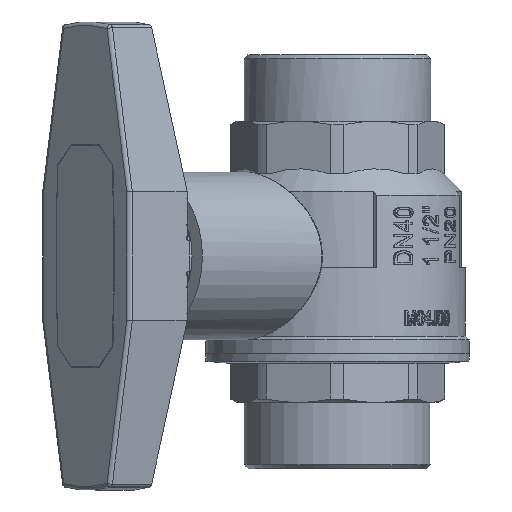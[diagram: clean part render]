
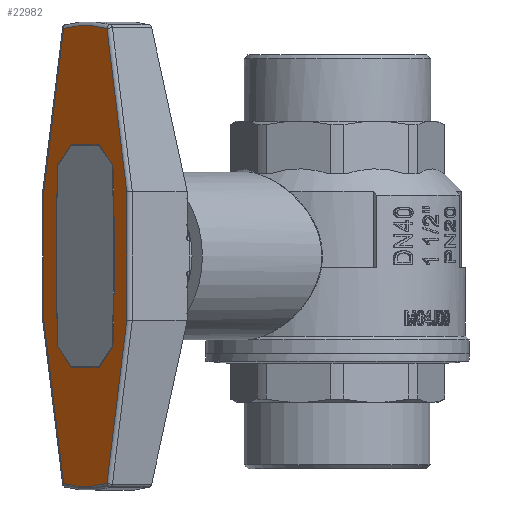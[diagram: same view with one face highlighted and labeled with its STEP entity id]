
A CAD part, front view. The second image highlights one B-rep face of the part: STEP entity #22982.
In plain terms, the highlighted face is planar.
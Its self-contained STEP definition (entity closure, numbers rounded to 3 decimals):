
#1721=LINE('',#45103,#3231);
#1727=LINE('',#45133,#3237);
#1758=LINE('',#45225,#3268);
#1765=LINE('',#45252,#3275);
#1767=LINE('',#45257,#3277);
#1793=LINE('',#45364,#3303);
#1795=LINE('',#45368,#3305);
#1797=LINE('',#45372,#3307);
#1800=LINE('',#45382,#3310);
#1802=LINE('',#45386,#3312);
#1803=LINE('',#45388,#3313);
#1804=LINE('',#45390,#3314);
#3231=VECTOR('',#36085,1000.);
#3237=VECTOR('',#36123,1000.);
#3268=VECTOR('',#36218,1000.);
#3275=VECTOR('',#36255,1000.);
#3277=VECTOR('',#36261,1000.);
#3303=VECTOR('',#36383,1000.);
#3305=VECTOR('',#36387,1000.);
#3307=VECTOR('',#36391,1000.);
#3310=VECTOR('',#36404,1000.);
#3312=VECTOR('',#36408,1000.);
#3313=VECTOR('',#36411,1000.);
#3314=VECTOR('',#36414,1000.);
#4901=PLANE('',#32696);
#6416=ORIENTED_EDGE('',*,*,#13469,.F.);
#6417=ORIENTED_EDGE('',*,*,#13467,.F.);
#6418=ORIENTED_EDGE('',*,*,#13463,.F.);
#6419=ORIENTED_EDGE('',*,*,#13440,.F.);
#6420=ORIENTED_EDGE('',*,*,#13465,.F.);
#6421=ORIENTED_EDGE('',*,*,#13462,.F.);
#6422=ORIENTED_EDGE('',*,*,#13460,.F.);
#6423=ORIENTED_EDGE('',*,*,#13458,.F.);
#6424=ORIENTED_EDGE('',*,*,#13453,.F.);
#6425=ORIENTED_EDGE('',*,*,#13436,.F.);
#6426=ORIENTED_EDGE('',*,*,#13456,.F.);
#6427=ORIENTED_EDGE('',*,*,#13470,.F.);
#6428=ORIENTED_EDGE('',*,*,#13406,.F.);
#6429=ORIENTED_EDGE('',*,*,#13403,.T.);
#6430=ORIENTED_EDGE('',*,*,#13393,.T.);
#6431=ORIENTED_EDGE('',*,*,#13389,.T.);
#6432=ORIENTED_EDGE('',*,*,#13471,.F.);
#6433=ORIENTED_EDGE('',*,*,#13343,.T.);
#6434=ORIENTED_EDGE('',*,*,#13340,.T.);
#6435=ORIENTED_EDGE('',*,*,#13328,.T.);
#13328=EDGE_CURVE('',#16937,#16939,#1721,.T.);
#13340=EDGE_CURVE('',#16946,#16937,#19322,.T.);
#13343=EDGE_CURVE('',#16948,#16946,#1727,.T.);
#13389=EDGE_CURVE('',#16975,#16976,#1758,.T.);
#13393=EDGE_CURVE('',#16969,#16975,#19340,.T.);
#13403=EDGE_CURVE('',#16982,#16969,#1765,.T.);
#13406=EDGE_CURVE('',#16982,#16939,#1767,.T.);
#13436=EDGE_CURVE('',#16998,#16999,#19357,.T.);
#13440=EDGE_CURVE('',#17002,#17003,#19359,.T.);
#13453=EDGE_CURVE('',#16999,#17013,#19365,.T.);
#13456=EDGE_CURVE('',#17014,#16998,#19366,.T.);
#13458=EDGE_CURVE('',#17013,#17015,#1793,.T.);
#13460=EDGE_CURVE('',#17015,#17016,#1795,.T.);
#13462=EDGE_CURVE('',#17016,#17017,#1797,.T.);
#13463=EDGE_CURVE('',#17003,#17018,#19367,.T.);
#13465=EDGE_CURVE('',#17017,#17002,#19368,.T.);
#13467=EDGE_CURVE('',#17018,#17019,#1800,.T.);
#13469=EDGE_CURVE('',#17019,#17020,#1802,.T.);
#13470=EDGE_CURVE('',#17020,#17014,#1803,.T.);
#13471=EDGE_CURVE('',#16948,#16976,#1804,.T.);
#16937=VERTEX_POINT('',#45098);
#16939=VERTEX_POINT('',#45102);
#16946=VERTEX_POINT('',#45126);
#16948=VERTEX_POINT('',#45134);
#16969=VERTEX_POINT('',#45207);
#16975=VERTEX_POINT('',#45222);
#16976=VERTEX_POINT('',#45224);
#16982=VERTEX_POINT('',#45253);
#16998=VERTEX_POINT('',#45319);
#16999=VERTEX_POINT('',#45321);
#17002=VERTEX_POINT('',#45327);
#17003=VERTEX_POINT('',#45329);
#17013=VERTEX_POINT('',#45355);
#17014=VERTEX_POINT('',#45359);
#17015=VERTEX_POINT('',#45363);
#17016=VERTEX_POINT('',#45367);
#17017=VERTEX_POINT('',#45371);
#17018=VERTEX_POINT('',#45375);
#17019=VERTEX_POINT('',#45381);
#17020=VERTEX_POINT('',#45385);
#19322=CIRCLE('',#32585,40.25);
#19340=CIRCLE('',#32627,40.25);
#19357=CIRCLE('',#32672,10.5);
#19359=CIRCLE('',#32674,10.5);
#19365=CIRCLE('',#32683,544.6);
#19366=CIRCLE('',#32685,544.6);
#19367=CIRCLE('',#32690,544.6);
#19368=CIRCLE('',#32692,544.6);
#19855=EDGE_LOOP('',(#6416,#6417,#6418,#6419,#6420,#6421,#6422,#6423,#6424,
#6425,#6426,#6427));
#19856=EDGE_LOOP('',(#6428,#6429,#6430,#6431,#6432,#6433,#6434,#6435));
#21358=FACE_BOUND('',#19855,.T.);
#21359=FACE_BOUND('',#19856,.T.);
#22982=ADVANCED_FACE('',(#21358,#21359),#4901,.T.);
#32585=AXIS2_PLACEMENT_3D('',#45127,#36113,#36114);
#32627=AXIS2_PLACEMENT_3D('',#45232,#36229,#36230);
#32672=AXIS2_PLACEMENT_3D('',#45320,#36341,#36342);
#32674=AXIS2_PLACEMENT_3D('',#45328,#36347,#36348);
#32683=AXIS2_PLACEMENT_3D('',#45354,#36372,#36373);
#32685=AXIS2_PLACEMENT_3D('',#45360,#36378,#36379);
#32690=AXIS2_PLACEMENT_3D('',#45374,#36394,#36395);
#32692=AXIS2_PLACEMENT_3D('',#45378,#36399,#36400);
#32696=AXIS2_PLACEMENT_3D('',#45389,#36412,#36413);
#36085=DIRECTION('',(0.986,0.169,0.));
#36113=DIRECTION('',(0.,0.,-1.));
#36114=DIRECTION('',(-0.981,-0.195,0.));
#36123=DIRECTION('',(-0.986,0.169,0.));
#36218=DIRECTION('',(-0.986,-0.169,0.));
#36229=DIRECTION('',(0.,0.,-1.));
#36230=DIRECTION('',(0.981,0.195,0.));
#36255=DIRECTION('',(0.986,-0.169,0.));
#36261=DIRECTION('',(-1.,0.,0.));
#36341=DIRECTION('',(0.,0.,-1.));
#36342=DIRECTION('',(-0.034,0.999,0.));
#36347=DIRECTION('',(0.,0.,-1.));
#36348=DIRECTION('',(0.034,-0.999,0.));
#36372=DIRECTION('',(0.,0.,-1.));
#36373=DIRECTION('',(0.001,1.,0.));
#36378=DIRECTION('',(0.,0.,-1.));
#36379=DIRECTION('',(-0.043,0.999,0.));
#36383=DIRECTION('',(0.728,-0.686,0.));
#36387=DIRECTION('',(0.,-1.,0.));
#36391=DIRECTION('',(-0.728,-0.686,0.));
#36394=DIRECTION('',(0.,0.,-1.));
#36395=DIRECTION('',(-0.001,-1.,0.));
#36399=DIRECTION('',(0.,0.,-1.));
#36400=DIRECTION('',(0.043,-0.999,0.));
#36404=DIRECTION('',(-0.728,0.686,0.));
#36408=DIRECTION('',(0.,1.,0.));
#36411=DIRECTION('',(0.728,0.686,0.));
#36412=DIRECTION('',(0.,0.,-1.));
#36413=DIRECTION('',(-1.,0.,0.));
#36414=DIRECTION('',(1.,0.,0.));
#45098=CARTESIAN_POINT('',(-58.231,7.83,0.));
#45102=CARTESIAN_POINT('',(-16.415,15.,0.));
#45103=CARTESIAN_POINT('',(-58.231,7.83,0.));
#45126=CARTESIAN_POINT('',(-58.231,-7.83,0.));
#45127=CARTESIAN_POINT('',(-18.75,0.,0.));
#45133=CARTESIAN_POINT('',(-16.415,-15.,0.));
#45134=CARTESIAN_POINT('',(-16.415,-15.,0.));
#45207=CARTESIAN_POINT('',(58.231,7.83,0.));
#45222=CARTESIAN_POINT('',(58.231,-7.83,0.));
#45224=CARTESIAN_POINT('',(16.415,-15.,0.));
#45225=CARTESIAN_POINT('',(58.231,-7.83,0.));
#45232=CARTESIAN_POINT('',(18.75,0.,0.));
#45252=CARTESIAN_POINT('',(16.415,15.,0.));
#45253=CARTESIAN_POINT('',(16.415,15.,0.));
#45257=CARTESIAN_POINT('',(16.415,15.,0.));
#45319=CARTESIAN_POINT('',(-0.353,10.494,0.));
#45320=CARTESIAN_POINT('',(0.,0.,0.));
#45321=CARTESIAN_POINT('',(0.353,10.494,0.));
#45327=CARTESIAN_POINT('',(0.353,-10.494,0.));
#45328=CARTESIAN_POINT('',(0.,0.,0.));
#45329=CARTESIAN_POINT('',(-0.353,-10.494,0.));
#45354=CARTESIAN_POINT('',(0.,-534.106,0.));
#45355=CARTESIAN_POINT('',(23.195,10.,0.));
#45359=CARTESIAN_POINT('',(-23.195,10.,0.));
#45360=CARTESIAN_POINT('',(0.,-534.106,0.));
#45363=CARTESIAN_POINT('',(28.5,5.,0.));
#45364=CARTESIAN_POINT('',(23.195,10.,0.));
#45367=CARTESIAN_POINT('',(28.5,-5.,0.));
#45368=CARTESIAN_POINT('',(28.5,5.,0.));
#45371=CARTESIAN_POINT('',(23.195,-10.,0.));
#45372=CARTESIAN_POINT('',(28.5,-5.,0.));
#45374=CARTESIAN_POINT('',(0.,534.106,0.));
#45375=CARTESIAN_POINT('',(-23.195,-10.,0.));
#45378=CARTESIAN_POINT('',(0.,534.106,0.));
#45381=CARTESIAN_POINT('',(-28.5,-5.,0.));
#45382=CARTESIAN_POINT('',(-23.195,-10.,0.));
#45385=CARTESIAN_POINT('',(-28.5,5.,0.));
#45386=CARTESIAN_POINT('',(-28.5,-5.,0.));
#45388=CARTESIAN_POINT('',(-28.5,5.,0.));
#45389=CARTESIAN_POINT('',(60.,-16.,0.));
#45390=CARTESIAN_POINT('',(-16.415,-15.,0.));
